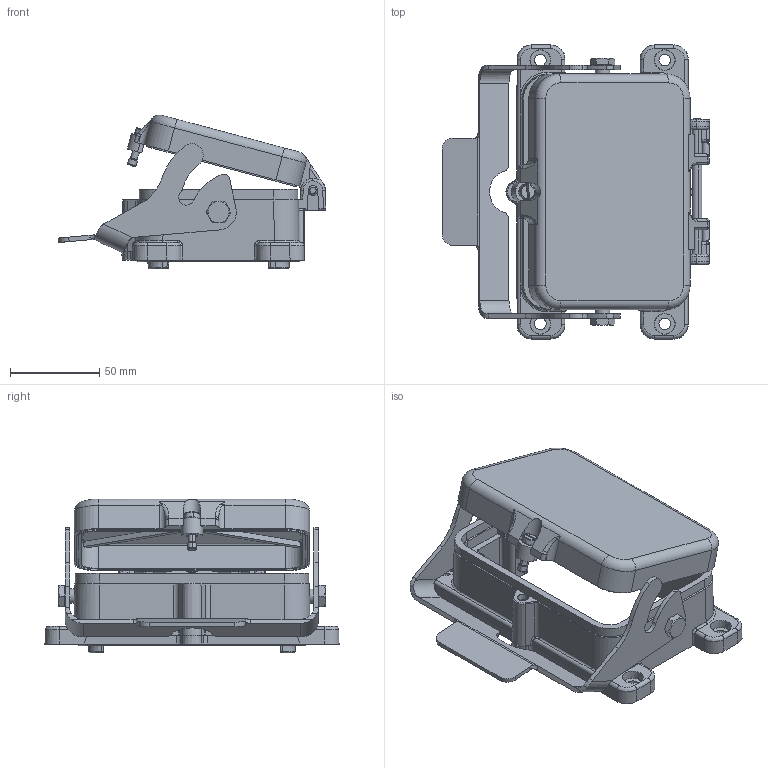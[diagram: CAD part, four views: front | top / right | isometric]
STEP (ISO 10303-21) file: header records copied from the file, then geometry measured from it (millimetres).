
FILE_DESCRIPTION(/* description */ (''),/* implementation_level */ '2;1');
FILE_NAME(/* name */ 'H48B-BK-1L-CV.stp',/* time_stamp */ '2023-05-16T18:19:39+08:00',/* author */ (''),/* organization */ (''),/* preprocessor_version */ 'ST-DEVELOPER v16',/* originating_system */ 'SIEMENS PLM Software NX 10.0',/* authorisation */ '');
FILE_SCHEMA (('AUTOMOTIVE_DESIGN { 1 0 10303 214 3 1 1 1 }'));
Length unit declared in the file: millimetre
Products named in the file (1): Admi1CD47FF0fmrh
Bounding box: 150.25 x 165 x 86.38 mm (x, y, z)
Volume: 238986.1 mm3; surface area: 115038 mm2
Topology: 2 solids, 2 shells, 944 faces, 2387 edges, 1450 vertices
Faces by surface type: plane 353, cylinder 336, bspline 127, torus 64, cone 36, sphere 20, extrusion 8
Full cylindrical faces by diameter (mm): 3.5 x8, 4.5 x1, 6 x2, 6.5 x4, 8 x2, 11 x2
Entity records: 31101 total; most frequent: CARTESIAN_POINT 9013, ORIENTED_EDGE 4656, DIRECTION 4610, EDGE_CURVE 2328, AXIS2_PLACEMENT_3D 1746, VERTEX_POINT 1445, VECTOR 1118, LINE 1110
